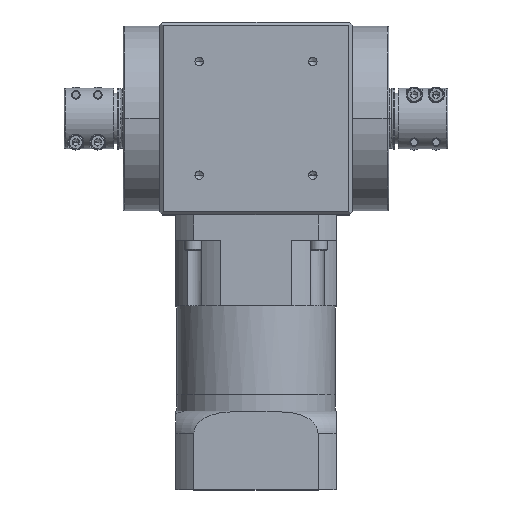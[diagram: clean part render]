
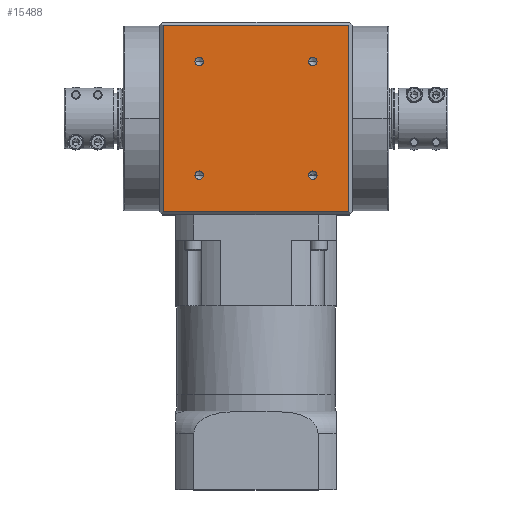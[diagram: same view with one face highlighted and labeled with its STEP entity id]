
A CAD part, top view. The second image highlights one B-rep face of the part: STEP entity #15488.
In plain terms, the highlighted planar face has unit normal (0, 0, 1).
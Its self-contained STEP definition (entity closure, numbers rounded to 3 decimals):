
#37 = CARTESIAN_POINT ( 'NONE',  ( 54.844, 248.1, 57. ) ) ;
#293 = EDGE_CURVE ( 'NONE', #6073, #23800, #25333, .T. ) ;
#812 = DIRECTION ( 'NONE',  ( 0., 0., -1. ) ) ;
#1583 = VECTOR ( 'NONE', #14759, 1000. ) ;
#1614 = CIRCLE ( 'NONE', #23414, 2.5 ) ;
#1869 = AXIS2_PLACEMENT_3D ( 'NONE', #13387, #30372, #15796 ) ;
#1897 = AXIS2_PLACEMENT_3D ( 'NONE', #27921, #13386, #30367 ) ;
#2026 = ORIENTED_EDGE ( 'NONE', *, *, #22722, .F. ) ;
#2038 = EDGE_LOOP ( 'NONE', ( #13919, #5293 ) ) ;
#2461 = VERTEX_POINT ( 'NONE', #10517 ) ;
#2541 = CARTESIAN_POINT ( 'NONE',  ( 33.588, 157.012, 57. ) ) ;
#2836 = ORIENTED_EDGE ( 'NONE', *, *, #24810, .F. ) ;
#3196 = DIRECTION ( 'NONE',  ( 0., 0., 1. ) ) ;
#3712 = EDGE_CURVE ( 'NONE', #9624, #8199, #4281, .T. ) ;
#3861 = ORIENTED_EDGE ( 'NONE', *, *, #7884, .F. ) ;
#4167 = DIRECTION ( 'NONE',  ( 0., 0., 1. ) ) ;
#4196 = FACE_BOUND ( 'NONE', #2038, .T. ) ;
#4281 = CIRCLE ( 'NONE', #22560, 2.5 ) ;
#4377 = EDGE_LOOP ( 'NONE', ( #2026, #17824 ) ) ;
#4759 = VERTEX_POINT ( 'NONE', #37 ) ;
#4791 = VECTOR ( 'NONE', #27028, 1000. ) ;
#4925 = CARTESIAN_POINT ( 'NONE',  ( 54.844, 138.1, 57. ) ) ;
#5276 = EDGE_CURVE ( 'NONE', #4759, #6073, #24276, .T. ) ;
#5293 = ORIENTED_EDGE ( 'NONE', *, *, #6387, .F. ) ;
#5298 = CIRCLE ( 'NONE', #22212, 2.5 ) ;
#6073 = VERTEX_POINT ( 'NONE', #4925 ) ;
#6387 = EDGE_CURVE ( 'NONE', #9817, #2461, #1614, .T. ) ;
#7608 = ORIENTED_EDGE ( 'NONE', *, *, #16129, .F. ) ;
#7799 = CARTESIAN_POINT ( 'NONE',  ( 33.588, 229.188, 57. ) ) ;
#7884 = EDGE_CURVE ( 'NONE', #14807, #19726, #14159, .T. ) ;
#8199 = VERTEX_POINT ( 'NONE', #7799 ) ;
#8672 = ORIENTED_EDGE ( 'NONE', *, *, #30492, .F. ) ;
#9077 = CARTESIAN_POINT ( 'NONE',  ( 33.588, 159.512, 57. ) ) ;
#9624 = VERTEX_POINT ( 'NONE', #30795 ) ;
#9817 = VERTEX_POINT ( 'NONE', #17175 ) ;
#10099 = CARTESIAN_POINT ( 'NONE',  ( 54.844, 0., 57. ) ) ;
#10307 = CIRCLE ( 'NONE', #1869, 2.5 ) ;
#10517 = CARTESIAN_POINT ( 'NONE',  ( -33.588, 224.188, 57. ) ) ;
#10618 = CARTESIAN_POINT ( 'NONE',  ( -54.844, 248.1, 57. ) ) ;
#10715 = FACE_BOUND ( 'NONE', #4377, .T. ) ;
#10845 = DIRECTION ( 'NONE',  ( 0., 0., 1. ) ) ;
#10912 = CARTESIAN_POINT ( 'NONE',  ( -60., 138.1, 57. ) ) ;
#10987 = CARTESIAN_POINT ( 'NONE',  ( -54.844, 0., 57. ) ) ;
#11029 = DIRECTION ( 'NONE',  ( -1., 0., 0. ) ) ;
#11222 = CARTESIAN_POINT ( 'NONE',  ( 33.588, 162.012, 57. ) ) ;
#11531 = DIRECTION ( 'NONE',  ( 0., -1., 0. ) ) ;
#11664 = ORIENTED_EDGE ( 'NONE', *, *, #5276, .F. ) ;
#11756 = DIRECTION ( 'NONE',  ( 0., 0., 1. ) ) ;
#12219 = CIRCLE ( 'NONE', #24868, 2.5 ) ;
#13386 = DIRECTION ( 'NONE',  ( 0., 0., 1. ) ) ;
#13387 = CARTESIAN_POINT ( 'NONE',  ( -33.588, 159.512, 57. ) ) ;
#13406 = DIRECTION ( 'NONE',  ( 0., 0., 1. ) ) ;
#13520 = ORIENTED_EDGE ( 'NONE', *, *, #293, .F. ) ;
#13919 = ORIENTED_EDGE ( 'NONE', *, *, #16310, .F. ) ;
#14159 = CIRCLE ( 'NONE', #18585, 2.5 ) ;
#14334 = ORIENTED_EDGE ( 'NONE', *, *, #3712, .F. ) ;
#14759 = DIRECTION ( 'NONE',  ( 1., 0., 0. ) ) ;
#14807 = VERTEX_POINT ( 'NONE', #24142 ) ;
#15488 = ADVANCED_FACE ( 'NONE', ( #4196, #24465, #10715, #29368, #22937 ), #17894, .F. ) ;
#15525 = CARTESIAN_POINT ( 'NONE',  ( -60., 250.1, 57. ) ) ;
#15796 = DIRECTION ( 'NONE',  ( 0., -1., 0. ) ) ;
#16129 = EDGE_CURVE ( 'NONE', #19726, #14807, #10307, .T. ) ;
#16310 = EDGE_CURVE ( 'NONE', #2461, #9817, #12219, .T. ) ;
#17175 = CARTESIAN_POINT ( 'NONE',  ( -33.588, 229.188, 57. ) ) ;
#17646 = CIRCLE ( 'NONE', #1897, 2.5 ) ;
#17723 = CARTESIAN_POINT ( 'NONE',  ( -54.844, 138.1, 57. ) ) ;
#17728 = LINE ( 'NONE', #10987, #29887 ) ;
#17824 = ORIENTED_EDGE ( 'NONE', *, *, #20317, .F. ) ;
#17894 = PLANE ( 'NONE',  #18539 ) ;
#17906 = CARTESIAN_POINT ( 'NONE',  ( -33.588, 226.688, 57. ) ) ;
#17994 = DIRECTION ( 'NONE',  ( 0., 1., 0. ) ) ;
#18539 = AXIS2_PLACEMENT_3D ( 'NONE', #15525, #812, #17994 ) ;
#18585 = AXIS2_PLACEMENT_3D ( 'NONE', #18837, #4167, #21281 ) ;
#18739 = CARTESIAN_POINT ( 'NONE',  ( -33.588, 157.012, 57. ) ) ;
#18837 = CARTESIAN_POINT ( 'NONE',  ( -33.588, 159.512, 57. ) ) ;
#19362 = EDGE_LOOP ( 'NONE', ( #11664, #2836, #28111, #13520 ) ) ;
#19515 = VERTEX_POINT ( 'NONE', #10618 ) ;
#19726 = VERTEX_POINT ( 'NONE', #18739 ) ;
#20317 = EDGE_CURVE ( 'NONE', #31416, #24278, #29849, .T. ) ;
#20348 = DIRECTION ( 'NONE',  ( 0., -1., 0. ) ) ;
#21281 = DIRECTION ( 'NONE',  ( 0., -1., 0. ) ) ;
#22212 = AXIS2_PLACEMENT_3D ( 'NONE', #25452, #10845, #27874 ) ;
#22503 = EDGE_LOOP ( 'NONE', ( #14334, #8672 ) ) ;
#22560 = AXIS2_PLACEMENT_3D ( 'NONE', #26314, #11756, #28755 ) ;
#22722 = EDGE_CURVE ( 'NONE', #24278, #31416, #5298, .T. ) ;
#22937 = FACE_OUTER_BOUND ( 'NONE', #19362, .T. ) ;
#23414 = AXIS2_PLACEMENT_3D ( 'NONE', #17906, #3196, #20348 ) ;
#23800 = VERTEX_POINT ( 'NONE', #17723 ) ;
#23982 = AXIS2_PLACEMENT_3D ( 'NONE', #9077, #26100, #11531 ) ;
#24142 = CARTESIAN_POINT ( 'NONE',  ( -33.588, 162.012, 57. ) ) ;
#24276 = LINE ( 'NONE', #10099, #4791 ) ;
#24278 = VERTEX_POINT ( 'NONE', #2541 ) ;
#24465 = FACE_BOUND ( 'NONE', #22503, .T. ) ;
#24810 = EDGE_CURVE ( 'NONE', #19515, #4759, #27599, .T. ) ;
#24868 = AXIS2_PLACEMENT_3D ( 'NONE', #27941, #13406, #30395 ) ;
#25333 = LINE ( 'NONE', #10912, #30259 ) ;
#25452 = CARTESIAN_POINT ( 'NONE',  ( 33.588, 159.512, 57. ) ) ;
#25475 = DIRECTION ( 'NONE',  ( 0., 1., 0. ) ) ;
#26100 = DIRECTION ( 'NONE',  ( 0., 0., 1. ) ) ;
#26314 = CARTESIAN_POINT ( 'NONE',  ( 33.588, 226.688, 57. ) ) ;
#26883 = CARTESIAN_POINT ( 'NONE',  ( -60., 248.1, 57. ) ) ;
#27028 = DIRECTION ( 'NONE',  ( 0., -1., 0. ) ) ;
#27599 = LINE ( 'NONE', #26883, #1583 ) ;
#27874 = DIRECTION ( 'NONE',  ( 0., -1., 0. ) ) ;
#27921 = CARTESIAN_POINT ( 'NONE',  ( 33.588, 226.688, 57. ) ) ;
#27941 = CARTESIAN_POINT ( 'NONE',  ( -33.588, 226.688, 57. ) ) ;
#28111 = ORIENTED_EDGE ( 'NONE', *, *, #29278, .F. ) ;
#28755 = DIRECTION ( 'NONE',  ( 0., -1., 0. ) ) ;
#29278 = EDGE_CURVE ( 'NONE', #23800, #19515, #17728, .T. ) ;
#29368 = FACE_BOUND ( 'NONE', #31442, .T. ) ;
#29849 = CIRCLE ( 'NONE', #23982, 2.5 ) ;
#29887 = VECTOR ( 'NONE', #25475, 1000. ) ;
#30259 = VECTOR ( 'NONE', #11029, 1000. ) ;
#30367 = DIRECTION ( 'NONE',  ( 0., -1., 0. ) ) ;
#30372 = DIRECTION ( 'NONE',  ( 0., 0., 1. ) ) ;
#30395 = DIRECTION ( 'NONE',  ( 0., -1., 0. ) ) ;
#30492 = EDGE_CURVE ( 'NONE', #8199, #9624, #17646, .T. ) ;
#30795 = CARTESIAN_POINT ( 'NONE',  ( 33.588, 224.188, 57. ) ) ;
#31416 = VERTEX_POINT ( 'NONE', #11222 ) ;
#31442 = EDGE_LOOP ( 'NONE', ( #7608, #3861 ) ) ;
